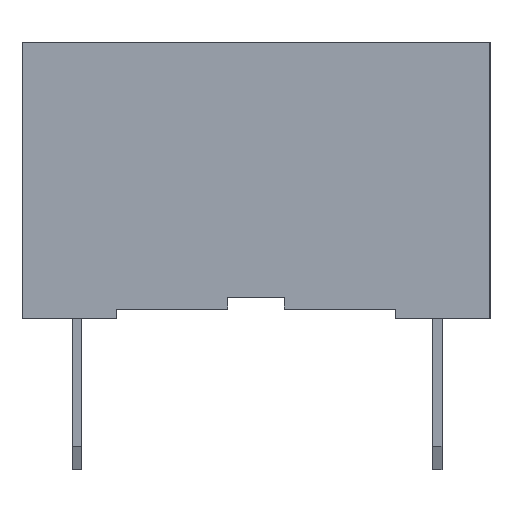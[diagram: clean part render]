
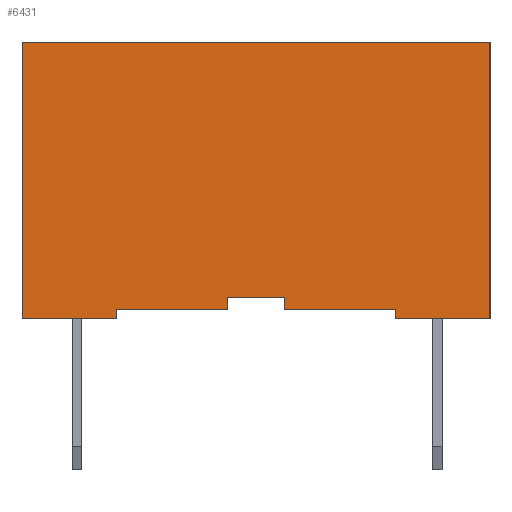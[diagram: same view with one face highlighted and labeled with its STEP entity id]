
A CAD part, left-side view. The second image highlights one B-rep face of the part: STEP entity #6431.
In plain terms, the highlighted planar face has unit normal (-1, 0, 0).
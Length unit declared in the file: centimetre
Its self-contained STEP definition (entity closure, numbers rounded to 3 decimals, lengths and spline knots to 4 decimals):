
#352=FACE_OUTER_BOUND('',#704,.T.);
#704=EDGE_LOOP('',(#4759,#4760,#4761,#4762,#4763,#4764,#4765,#4766,#4767,
#4768,#4769,#4770));
#1203=LINE('',#8970,#2014);
#1210=LINE('',#8985,#2021);
#1221=LINE('',#9006,#2032);
#1244=LINE('',#9052,#2055);
#1249=LINE('',#9061,#2060);
#1264=LINE('',#9089,#2075);
#1267=LINE('',#9094,#2078);
#1273=LINE('',#9106,#2084);
#1276=LINE('',#9112,#2087);
#1279=LINE('',#9116,#2090);
#1280=LINE('',#9117,#2091);
#1281=LINE('',#9118,#2092);
#2014=VECTOR('',#7430,1.);
#2021=VECTOR('',#7441,1.);
#2032=VECTOR('',#7458,1.);
#2055=VECTOR('',#7489,1.);
#2060=VECTOR('',#7496,1.);
#2075=VECTOR('',#7519,1.);
#2078=VECTOR('',#7524,1.);
#2084=VECTOR('',#7538,1.);
#2087=VECTOR('',#7543,1.);
#2090=VECTOR('',#7548,1.);
#2091=VECTOR('',#7549,1.);
#2092=VECTOR('',#7550,1.);
#2744=VERTEX_POINT('',#8966);
#2746=VERTEX_POINT('',#8969);
#2752=VERTEX_POINT('',#8984);
#2759=VERTEX_POINT('',#9004);
#2778=VERTEX_POINT('',#9051);
#2781=VERTEX_POINT('',#9059);
#2790=VERTEX_POINT('',#9088);
#2791=VERTEX_POINT('',#9092);
#2792=VERTEX_POINT('',#9103);
#2793=VERTEX_POINT('',#9105);
#2794=VERTEX_POINT('',#9109);
#2795=VERTEX_POINT('',#9111);
#3455=EDGE_CURVE('',#2744,#2746,#1203,.T.);
#3462=EDGE_CURVE('',#2752,#2746,#1210,.T.);
#3473=EDGE_CURVE('',#2744,#2759,#1221,.T.);
#3496=EDGE_CURVE('',#2778,#2752,#1244,.T.);
#3501=EDGE_CURVE('',#2759,#2781,#1249,.T.);
#3516=EDGE_CURVE('',#2790,#2778,#1264,.T.);
#3519=EDGE_CURVE('',#2781,#2791,#1267,.T.);
#3525=EDGE_CURVE('',#2792,#2793,#1273,.T.);
#3528=EDGE_CURVE('',#2794,#2795,#1276,.T.);
#3531=EDGE_CURVE('',#2793,#2791,#1279,.T.);
#3532=EDGE_CURVE('',#2795,#2792,#1280,.T.);
#3533=EDGE_CURVE('',#2790,#2794,#1281,.T.);
#4759=ORIENTED_EDGE('',*,*,#3473,.T.);
#4760=ORIENTED_EDGE('',*,*,#3501,.T.);
#4761=ORIENTED_EDGE('',*,*,#3519,.T.);
#4762=ORIENTED_EDGE('',*,*,#3531,.F.);
#4763=ORIENTED_EDGE('',*,*,#3525,.F.);
#4764=ORIENTED_EDGE('',*,*,#3532,.F.);
#4765=ORIENTED_EDGE('',*,*,#3528,.F.);
#4766=ORIENTED_EDGE('',*,*,#3533,.F.);
#4767=ORIENTED_EDGE('',*,*,#3516,.T.);
#4768=ORIENTED_EDGE('',*,*,#3496,.T.);
#4769=ORIENTED_EDGE('',*,*,#3462,.T.);
#4770=ORIENTED_EDGE('',*,*,#3455,.F.);
#6154=PLANE('',#6789);
#6431=ADVANCED_FACE('',(#352),#6154,.F.);
#6789=AXIS2_PLACEMENT_3D('',#9115,#7546,#7547);
#7430=DIRECTION('',(0.,1.,0.));
#7441=DIRECTION('',(0.,0.,1.));
#7458=DIRECTION('',(0.,0.,-1.));
#7489=DIRECTION('',(0.,-1.,0.));
#7496=DIRECTION('',(0.,-1.,0.));
#7519=DIRECTION('',(0.,0.,1.));
#7524=DIRECTION('',(0.,0.,-1.));
#7538=DIRECTION('',(0.,0.,-1.));
#7543=DIRECTION('',(0.,0.,1.));
#7546=DIRECTION('center_axis',(1.,0.,0.));
#7547=DIRECTION('ref_axis',(0.,0.,-1.));
#7548=DIRECTION('',(0.,1.,0.));
#7549=DIRECTION('',(0.,-1.,0.));
#7550=DIRECTION('',(0.,1.,0.));
#8966=CARTESIAN_POINT('',(-0.576,-0.06,-0.2475));
#8969=CARTESIAN_POINT('',(-0.576,0.06,-0.2475));
#8970=CARTESIAN_POINT('',(-0.576,-0.06,-0.2475));
#8984=CARTESIAN_POINT('',(-0.576,0.06,-0.2725));
#8985=CARTESIAN_POINT('',(-0.576,0.06,-0.1363));
#9004=CARTESIAN_POINT('',(-0.576,-0.06,-0.2725));
#9006=CARTESIAN_POINT('',(-0.576,-0.06,-0.1363));
#9051=CARTESIAN_POINT('',(-0.576,0.295,-0.2725));
#9052=CARTESIAN_POINT('',(-0.576,0.,-0.2725));
#9059=CARTESIAN_POINT('',(-0.576,-0.295,-0.2725));
#9061=CARTESIAN_POINT('',(-0.576,0.,-0.2725));
#9088=CARTESIAN_POINT('',(-0.576,0.295,-0.2925));
#9089=CARTESIAN_POINT('',(-0.576,0.295,-0.1463));
#9092=CARTESIAN_POINT('',(-0.576,-0.295,-0.2925));
#9094=CARTESIAN_POINT('',(-0.576,-0.295,-0.1463));
#9103=CARTESIAN_POINT('',(-0.576,-0.495,0.2925));
#9105=CARTESIAN_POINT('',(-0.576,-0.495,-0.2925));
#9106=CARTESIAN_POINT('',(-0.576,-0.495,-0.2925));
#9109=CARTESIAN_POINT('',(-0.576,0.495,-0.2925));
#9111=CARTESIAN_POINT('',(-0.576,0.495,0.2925));
#9112=CARTESIAN_POINT('',(-0.576,0.495,0.2925));
#9115=CARTESIAN_POINT('Origin',(-0.576,0.,0.));
#9116=CARTESIAN_POINT('',(-0.576,0.495,-0.2925));
#9117=CARTESIAN_POINT('',(-0.576,-0.495,0.2925));
#9118=CARTESIAN_POINT('',(-0.576,0.495,-0.2925));
